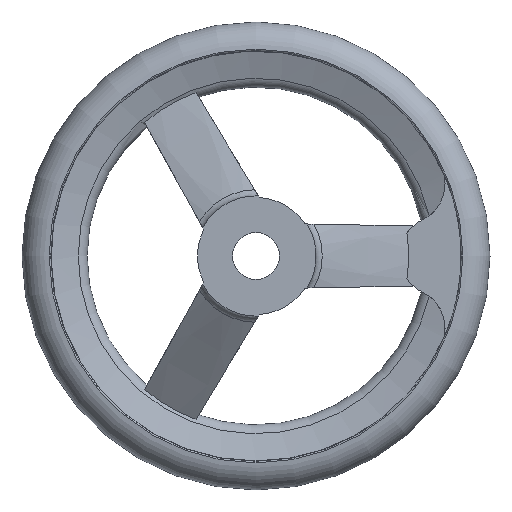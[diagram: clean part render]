
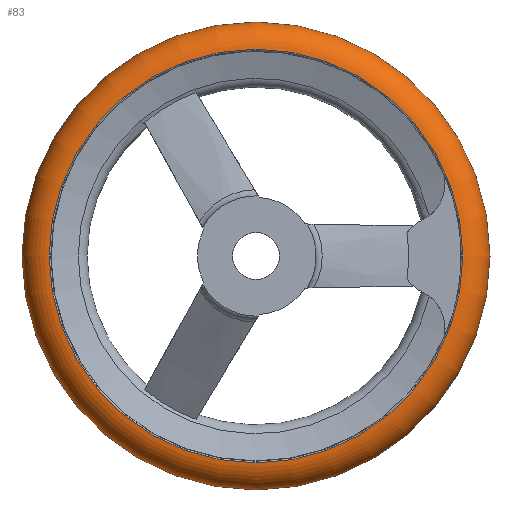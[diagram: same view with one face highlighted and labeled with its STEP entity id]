
A CAD part, front view. The second image highlights one B-rep face of the part: STEP entity #83.
In plain terms, the highlighted toroidal (fillet/blend) face has major radius 61.5 mm and minor radius 8.5 mm.
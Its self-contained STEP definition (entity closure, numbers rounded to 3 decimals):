
#83 = ADVANCED_FACE( '', ( #204, #205, #206 ), #207, .T. );
#204 = FACE_BOUND( '', #371, .T. );
#205 = FACE_OUTER_BOUND( '', #372, .T. );
#206 = FACE_OUTER_BOUND( '', #373, .T. );
#207 = TOROIDAL_SURFACE( '', #374, 61.5, 8.5 );
#371 = VERTEX_LOOP( '', #565 );
#372 = EDGE_LOOP( '', ( #566 ) );
#373 = EDGE_LOOP( '', ( #567 ) );
#374 = AXIS2_PLACEMENT_3D( '', #568, #569, #570 );
#565 = VERTEX_POINT( '', #1018 );
#566 = ORIENTED_EDGE( '', *, *, #1019, .T. );
#567 = ORIENTED_EDGE( '', *, *, #1020, .F. );
#568 = CARTESIAN_POINT( '', ( 0., 29.5, 0. ) );
#569 = DIRECTION( '', ( 0., -1., 0. ) );
#570 = DIRECTION( '', ( 0., 0., -1. ) );
#1018 = CARTESIAN_POINT( '', ( 0., 29.5, -70. ) );
#1019 = EDGE_CURVE( '', #1228, #1228, #1229, .T. );
#1020 = EDGE_CURVE( '', #1230, #1230, #1231, .T. );
#1228 = VERTEX_POINT( '', #1522 );
#1229 = CIRCLE( '', #1523, 61.854 );
#1230 = VERTEX_POINT( '', #1524 );
#1231 = CIRCLE( '', #1525, 61.854 );
#1522 = CARTESIAN_POINT( '', ( 0., 37.993, -61.854 ) );
#1523 = AXIS2_PLACEMENT_3D( '', #2316, #2317, #2318 );
#1524 = CARTESIAN_POINT( '', ( 0., 21.007, -61.854 ) );
#1525 = AXIS2_PLACEMENT_3D( '', #2319, #2320, #2321 );
#2316 = CARTESIAN_POINT( '', ( 0., 37.993, 0. ) );
#2317 = DIRECTION( '', ( 0., -1., 0. ) );
#2318 = DIRECTION( '', ( 0., 0., -1. ) );
#2319 = CARTESIAN_POINT( '', ( 0., 21.007, 0. ) );
#2320 = DIRECTION( '', ( 0., -1., 0. ) );
#2321 = DIRECTION( '', ( 0., 0., -1. ) );
